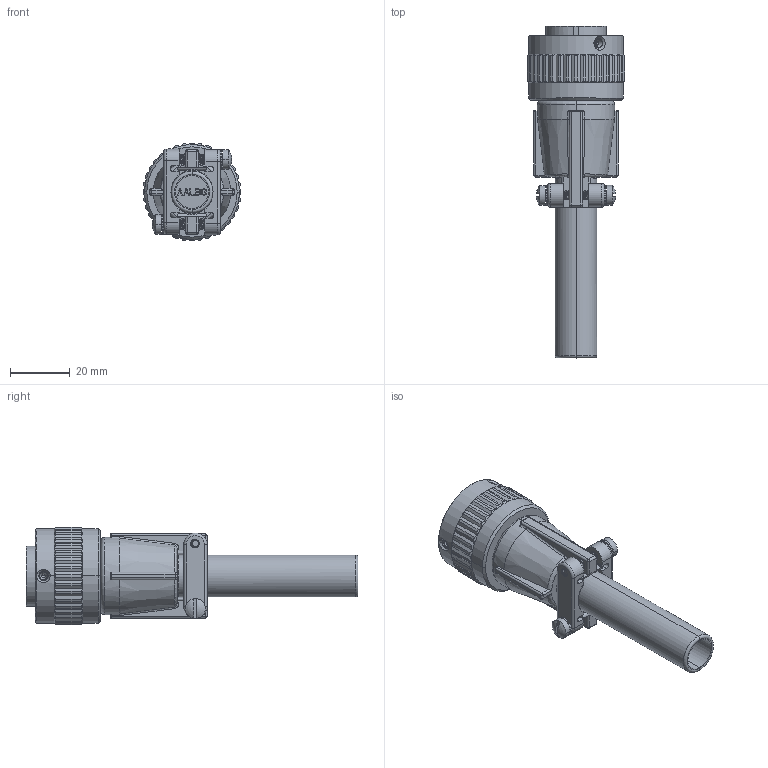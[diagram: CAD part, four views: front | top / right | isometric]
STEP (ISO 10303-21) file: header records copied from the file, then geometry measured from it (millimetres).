
FILE_DESCRIPTION((''),'2;1');
FILE_NAME('VG95234D-16_SW0001','2023-03-29T09:42:47',('paultorloting'),('NET AG system integration'),'CREO PARAMETRIC BY PTC INC, 2021404','CREO PARAMETRIC BY PTC INC, 2021404','');
FILE_SCHEMA(('AUTOMOTIVE_DESIGN { 1 0 10303 214 1 1 1 1 }'));
Products named in the file (1): VG95234D-16_SW0001
Bounding box: 32.91 x 111.57 x 32.91 mm (x, y, z)
Volume: 31699 mm3; surface area: 17775.7 mm2
Topology: 1 solids, 1 shells, 856 faces, 2326 edges, 1489 vertices
Faces by surface type: plane 439, cylinder 245, cone 74, bspline 54, torus 36, sphere 8
Entity records: 55207 total; most frequent: CARTESIAN_POINT 30214, ORIENTED_EDGE 4632, DIRECTION 3872, EDGE_CURVE 2316, VERTEX_POINT 1487, AXIS2_PLACEMENT_3D 1295, VECTOR 1279, LINE 1279
